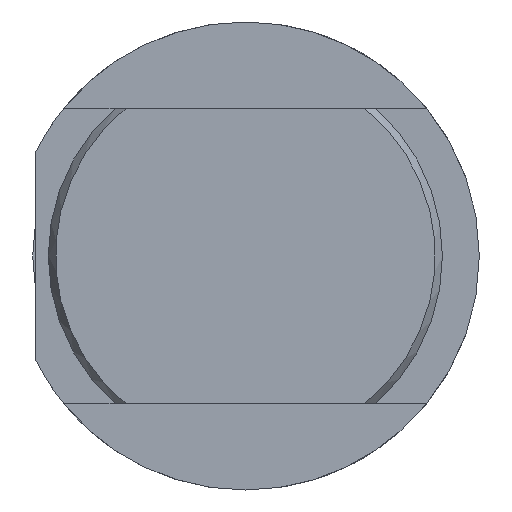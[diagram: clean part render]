
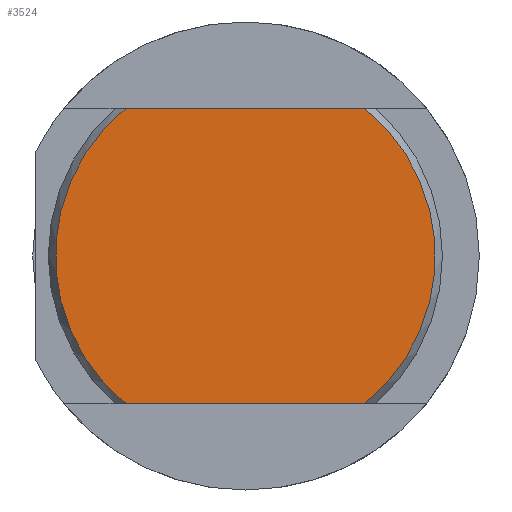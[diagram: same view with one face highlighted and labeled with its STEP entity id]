
A CAD part, left-side view. The second image highlights one B-rep face of the part: STEP entity #3524.
In plain terms, the highlighted planar face has unit normal (-1, 0, 0).
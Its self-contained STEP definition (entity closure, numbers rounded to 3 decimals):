
#74 = CARTESIAN_POINT ( 'NONE',  ( 0., 0., 0. ) ) ;
#79 = DIRECTION ( 'NONE',  ( -1., 0., 0. ) ) ;
#80 = DIRECTION ( 'NONE',  ( 0., 0., -1. ) ) ;
#92 = CARTESIAN_POINT ( 'NONE',  ( 0., 7.365, 6. ) ) ;
#98 = CARTESIAN_POINT ( 'NONE',  ( 0., 0., 0. ) ) ;
#99 = DIRECTION ( 'NONE',  ( 0., -1., 0. ) ) ;
#101 = DIRECTION ( 'NONE',  ( -1., 0., 0. ) ) ;
#102 = DIRECTION ( 'NONE',  ( 0., 0., -1. ) ) ;
#103 = CARTESIAN_POINT ( 'NONE',  ( 0., 7.365, -6. ) ) ;
#104 = DIRECTION ( 'NONE',  ( 0., 1., 0. ) ) ;
#1098 = CARTESIAN_POINT ( 'NONE',  ( 0., 0., 0. ) ) ;
#1099 = PLANE ( 'NONE',  #3296 ) ;
#1101 = DIRECTION ( 'NONE',  ( 1., 0., 0. ) ) ;
#1102 = DIRECTION ( 'NONE',  ( 0., 0., -1. ) ) ;
#1322 = VECTOR ( 'NONE', #104, 1000. ) ;
#1359 = LINE ( 'NONE', #103, #1322 ) ;
#1367 = VECTOR ( 'NONE', #99, 1000. ) ;
#1369 = CIRCLE ( 'NONE', #3079, 7.711 ) ;
#1375 = CIRCLE ( 'NONE', #3086, 7.711 ) ;
#1377 = LINE ( 'NONE', #92, #1367 ) ;
#1401 = EDGE_LOOP ( 'NONE', ( #2680, #2679, #2691, #2693 ) ) ;
#1855 = FACE_OUTER_BOUND ( 'NONE', #1401, .T. ) ;
#2140 = CARTESIAN_POINT ( 'NONE',  ( 0., -4.844, -6. ) ) ;
#2141 = CARTESIAN_POINT ( 'NONE',  ( 0., -4.844, 6. ) ) ;
#2147 = CARTESIAN_POINT ( 'NONE',  ( 0., 4.844, -6. ) ) ;
#2150 = CARTESIAN_POINT ( 'NONE',  ( 0., 4.844, 6. ) ) ;
#2679 = ORIENTED_EDGE ( 'NONE', *, *, #2834, .F. ) ;
#2680 = ORIENTED_EDGE ( 'NONE', *, *, #2835, .T. ) ;
#2691 = ORIENTED_EDGE ( 'NONE', *, *, #2828, .T. ) ;
#2693 = ORIENTED_EDGE ( 'NONE', *, *, #2836, .F. ) ;
#2828 = EDGE_CURVE ( 'NONE', #3727, #3724, #1369, .T. ) ;
#2834 = EDGE_CURVE ( 'NONE', #3727, #3718, #1377, .T. ) ;
#2835 = EDGE_CURVE ( 'NONE', #3717, #3718, #1375, .T. ) ;
#2836 = EDGE_CURVE ( 'NONE', #3717, #3724, #1359, .T. ) ;
#3079 = AXIS2_PLACEMENT_3D ( 'NONE', #74, #79, #80 ) ;
#3086 = AXIS2_PLACEMENT_3D ( 'NONE', #98, #101, #102 ) ;
#3296 = AXIS2_PLACEMENT_3D ( 'NONE', #1098, #1101, #1102 ) ;
#3524 = ADVANCED_FACE ( 'NONE', ( #1855 ), #1099, .F. ) ;
#3717 = VERTEX_POINT ( 'NONE', #2140 ) ;
#3718 = VERTEX_POINT ( 'NONE', #2141 ) ;
#3724 = VERTEX_POINT ( 'NONE', #2147 ) ;
#3727 = VERTEX_POINT ( 'NONE', #2150 ) ;
